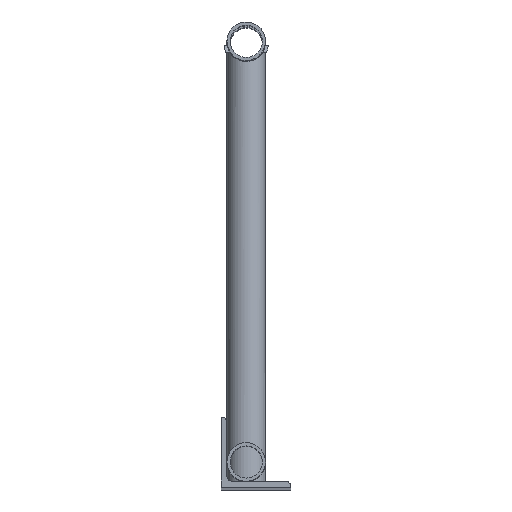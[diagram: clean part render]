
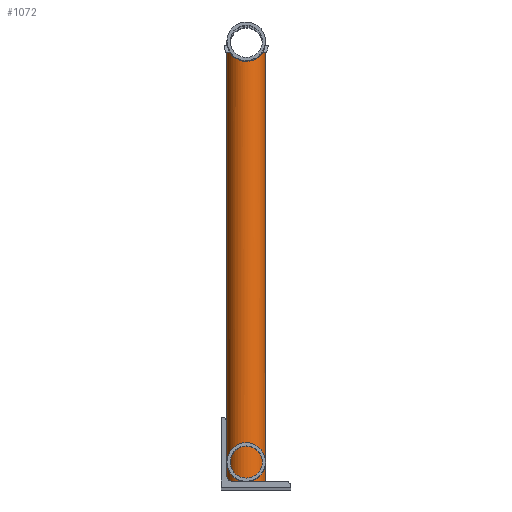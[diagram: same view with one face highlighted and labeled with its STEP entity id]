
A CAD part, top view. The second image highlights one B-rep face of the part: STEP entity #1072.
In plain terms, the highlighted cylindrical face has radius 21.082 mm (diameter 42.164 mm), a full revolution.
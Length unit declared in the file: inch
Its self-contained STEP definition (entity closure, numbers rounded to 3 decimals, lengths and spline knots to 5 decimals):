
#55=B_SPLINE_CURVE_WITH_KNOTS('',3,(#1991,#1992,#1993,#1994,#1995,#1996,
#1997,#1998,#1999,#2000),.UNSPECIFIED.,.F.,.F.,(4,2,2,2,4),(0.,0.44287,
0.88575,1.32862,1.7715),.UNSPECIFIED.);
#57=B_SPLINE_CURVE_WITH_KNOTS('',3,(#2016,#2017,#2018,#2019,#2020,#2021,
#2022,#2023,#2024,#2025),.UNSPECIFIED.,.F.,.F.,(4,2,2,2,4),(3.914,
4.35687,4.79975,5.24262,5.6855),
 .UNSPECIFIED.);
#58=B_SPLINE_CURVE_WITH_KNOTS('',3,(#2031,#2032,#2033,#2034,#2035,#2036,
#2037,#2038,#2039,#2040,#2041,#2042,#2043,#2044,#2045,#2046,#2047,#2048,
#2049,#2050,#2051,#2052,#2053,#2054,#2055,#2056),.UNSPECIFIED.,.F.,.F.,
(4,2,2,2,2,2,2,2,2,2,2,2,4),(1.44081,1.6065,2.142,
2.57647,3.01093,3.44539,3.87985,4.31431,
4.74877,5.18324,5.6177,6.1532,6.31889),
 .UNSPECIFIED.);
#59=B_SPLINE_CURVE_WITH_KNOTS('',3,(#2059,#2060,#2061,#2062,#2063,#2064,
#2065,#2066,#2067,#2068,#2069,#2070,#2071,#2072,#2073,#2074,#2075,#2076,
#2077,#2078,#2079,#2080,#2081,#2082,#2083,#2084),.UNSPECIFIED.,.F.,.F.,
(4,2,2,2,2,2,2,2,2,2,2,2,4),(9.20051,9.3662,9.90171,
10.33617,10.77063,11.20509,11.63955,12.07401,
12.50848,12.94294,13.3774,13.9129,14.07859),
 .UNSPECIFIED.);
#97=FACE_BOUND('',#296,.T.);
#165=CYLINDRICAL_SURFACE('',#1224,0.83);
#212=FACE_OUTER_BOUND('',#295,.T.);
#295=EDGE_LOOP('',(#884,#885,#886));
#296=EDGE_LOOP('',(#887,#888,#889,#890));
#507=CIRCLE('',#1221,0.83);
#509=CIRCLE('',#1225,0.83);
#510=CIRCLE('',#1226,0.83);
#568=VERTEX_POINT('',#1982);
#569=VERTEX_POINT('',#1984);
#571=VERTEX_POINT('',#1990);
#572=VERTEX_POINT('',#2027);
#573=VERTEX_POINT('',#2028);
#574=VERTEX_POINT('',#2030);
#575=VERTEX_POINT('',#2057);
#682=EDGE_CURVE('',#569,#568,#507,.T.);
#685=EDGE_CURVE('',#571,#568,#55,.T.);
#687=EDGE_CURVE('',#569,#571,#57,.T.);
#688=EDGE_CURVE('',#572,#573,#509,.T.);
#689=EDGE_CURVE('',#574,#573,#58,.T.);
#690=EDGE_CURVE('',#574,#575,#510,.T.);
#691=EDGE_CURVE('',#572,#575,#59,.T.);
#884=ORIENTED_EDGE('',*,*,#682,.T.);
#885=ORIENTED_EDGE('',*,*,#685,.F.);
#886=ORIENTED_EDGE('',*,*,#687,.F.);
#887=ORIENTED_EDGE('',*,*,#688,.T.);
#888=ORIENTED_EDGE('',*,*,#689,.F.);
#889=ORIENTED_EDGE('',*,*,#690,.T.);
#890=ORIENTED_EDGE('',*,*,#691,.F.);
#1072=ADVANCED_FACE('',(#212,#97),#165,.T.);
#1221=AXIS2_PLACEMENT_3D('',#1985,#1426,#1427);
#1224=AXIS2_PLACEMENT_3D('',#2026,#1433,#1434);
#1225=AXIS2_PLACEMENT_3D('',#2029,#1435,#1436);
#1226=AXIS2_PLACEMENT_3D('',#2058,#1437,#1438);
#1426=DIRECTION('center_axis',(0.,1.,0.));
#1427=DIRECTION('ref_axis',(-0.699,0.,0.715));
#1433=DIRECTION('center_axis',(0.,1.,0.));
#1434=DIRECTION('ref_axis',(1.,0.,0.));
#1435=DIRECTION('center_axis',(0.,-1.,0.));
#1436=DIRECTION('ref_axis',(1.,0.,0.));
#1437=DIRECTION('center_axis',(0.,-1.,0.));
#1438=DIRECTION('ref_axis',(-1.,0.,0.));
#1982=CARTESIAN_POINT('',(-0.58,0.,-0.59372));
#1984=CARTESIAN_POINT('',(-0.58,0.,0.59372));
#1985=CARTESIAN_POINT('Origin',(0.,0.,0.));
#1990=CARTESIAN_POINT('',(-0.83,0.25,0.));
#1991=CARTESIAN_POINT('Ctrl Pts',(-0.83,0.25,0.));
#1992=CARTESIAN_POINT('Ctrl Pts',(-0.83,0.22204,-0.05095));
#1993=CARTESIAN_POINT('Ctrl Pts',(-0.82524,0.193,
-0.1038));
#1994=CARTESIAN_POINT('Ctrl Pts',(-0.8049,0.13681,
-0.2096));
#1995=CARTESIAN_POINT('Ctrl Pts',(-0.78933,0.10964,
-0.26256));
#1996=CARTESIAN_POINT('Ctrl Pts',(-0.74735,0.06156,
-0.3653));
#1997=CARTESIAN_POINT('Ctrl Pts',(-0.72099,0.04061,
-0.41504));
#1998=CARTESIAN_POINT('Ctrl Pts',(-0.65807,0.00994,
-0.50896));
#1999=CARTESIAN_POINT('Ctrl Pts',(-0.62157,0.,
-0.5531));
#2000=CARTESIAN_POINT('Ctrl Pts',(-0.58,0.,-0.59372));
#2016=CARTESIAN_POINT('Ctrl Pts',(-0.58,0.,0.59372));
#2017=CARTESIAN_POINT('Ctrl Pts',(-0.62157,0.,
0.5531));
#2018=CARTESIAN_POINT('Ctrl Pts',(-0.65807,0.00994,
0.50896));
#2019=CARTESIAN_POINT('Ctrl Pts',(-0.72099,0.04061,
0.41504));
#2020=CARTESIAN_POINT('Ctrl Pts',(-0.74735,0.06156,
0.3653));
#2021=CARTESIAN_POINT('Ctrl Pts',(-0.78933,0.10964,
0.26256));
#2022=CARTESIAN_POINT('Ctrl Pts',(-0.8049,0.13681,
0.2096));
#2023=CARTESIAN_POINT('Ctrl Pts',(-0.82524,0.193,
0.1038));
#2024=CARTESIAN_POINT('Ctrl Pts',(-0.83,0.22204,0.05095));
#2025=CARTESIAN_POINT('Ctrl Pts',(-0.83,0.25,0.));
#2026=CARTESIAN_POINT('Origin',(0.,0.,0.));
#2027=CARTESIAN_POINT('',(0.72146,18.46875,-0.41036));
#2028=CARTESIAN_POINT('',(0.72146,18.46875,0.41036));
#2029=CARTESIAN_POINT('Origin',(0.,18.46875,0.));
#2030=CARTESIAN_POINT('',(-0.72146,18.46875,0.41036));
#2031=CARTESIAN_POINT('Ctrl Pts',(-0.72146,18.46875,0.41036));
#2032=CARTESIAN_POINT('Ctrl Pts',(-0.71305,18.45488,0.42514));
#2033=CARTESIAN_POINT('Ctrl Pts',(-0.70411,18.44105,0.4398));
#2034=CARTESIAN_POINT('Ctrl Pts',(-0.66406,18.38295,0.50105));
#2035=CARTESIAN_POINT('Ctrl Pts',(-0.6279,18.33976,0.54589));
#2036=CARTESIAN_POINT('Ctrl Pts',(-0.55363,18.26785,0.62017));
#2037=CARTESIAN_POINT('Ctrl Pts',(-0.51529,18.23613,0.65276));
#2038=CARTESIAN_POINT('Ctrl Pts',(-0.42954,18.17818,0.71212));
#2039=CARTESIAN_POINT('Ctrl Pts',(-0.38212,18.15197,0.73888));
#2040=CARTESIAN_POINT('Ctrl Pts',(-0.28059,18.10861,0.78309));
#2041=CARTESIAN_POINT('Ctrl Pts',(-0.22636,18.09143,0.80058));
#2042=CARTESIAN_POINT('Ctrl Pts',(-0.11457,18.06837,0.82404));
#2043=CARTESIAN_POINT('Ctrl Pts',(-0.05702,18.0625,0.83));
#2044=CARTESIAN_POINT('Ctrl Pts',(0.05702,18.0625,0.83));
#2045=CARTESIAN_POINT('Ctrl Pts',(0.11457,18.06837,0.82404));
#2046=CARTESIAN_POINT('Ctrl Pts',(0.22636,18.09143,0.80058));
#2047=CARTESIAN_POINT('Ctrl Pts',(0.28059,18.10861,0.78309));
#2048=CARTESIAN_POINT('Ctrl Pts',(0.38212,18.15197,0.73888));
#2049=CARTESIAN_POINT('Ctrl Pts',(0.42954,18.17818,0.71212));
#2050=CARTESIAN_POINT('Ctrl Pts',(0.51529,18.23613,0.65276));
#2051=CARTESIAN_POINT('Ctrl Pts',(0.55363,18.26785,0.62017));
#2052=CARTESIAN_POINT('Ctrl Pts',(0.6279,18.33976,0.54589));
#2053=CARTESIAN_POINT('Ctrl Pts',(0.66406,18.38295,0.50105));
#2054=CARTESIAN_POINT('Ctrl Pts',(0.70411,18.44105,0.4398));
#2055=CARTESIAN_POINT('Ctrl Pts',(0.71305,18.45488,0.42514));
#2056=CARTESIAN_POINT('Ctrl Pts',(0.72146,18.46875,0.41036));
#2057=CARTESIAN_POINT('',(-0.72146,18.46875,-0.41036));
#2058=CARTESIAN_POINT('Origin',(0.,18.46875,0.));
#2059=CARTESIAN_POINT('Ctrl Pts',(0.72146,18.46875,-0.41036));
#2060=CARTESIAN_POINT('Ctrl Pts',(0.71305,18.45488,-0.42514));
#2061=CARTESIAN_POINT('Ctrl Pts',(0.70411,18.44105,-0.4398));
#2062=CARTESIAN_POINT('Ctrl Pts',(0.66406,18.38295,-0.50105));
#2063=CARTESIAN_POINT('Ctrl Pts',(0.6279,18.33976,-0.54589));
#2064=CARTESIAN_POINT('Ctrl Pts',(0.55363,18.26785,-0.62017));
#2065=CARTESIAN_POINT('Ctrl Pts',(0.51529,18.23613,-0.65276));
#2066=CARTESIAN_POINT('Ctrl Pts',(0.42954,18.17818,-0.71212));
#2067=CARTESIAN_POINT('Ctrl Pts',(0.38212,18.15197,-0.73888));
#2068=CARTESIAN_POINT('Ctrl Pts',(0.28059,18.10861,-0.78309));
#2069=CARTESIAN_POINT('Ctrl Pts',(0.22636,18.09143,-0.80058));
#2070=CARTESIAN_POINT('Ctrl Pts',(0.11457,18.06837,-0.82404));
#2071=CARTESIAN_POINT('Ctrl Pts',(0.05702,18.0625,-0.83));
#2072=CARTESIAN_POINT('Ctrl Pts',(-0.05702,18.0625,-0.83));
#2073=CARTESIAN_POINT('Ctrl Pts',(-0.11457,18.06837,-0.82404));
#2074=CARTESIAN_POINT('Ctrl Pts',(-0.22636,18.09143,-0.80058));
#2075=CARTESIAN_POINT('Ctrl Pts',(-0.28059,18.10861,-0.78309));
#2076=CARTESIAN_POINT('Ctrl Pts',(-0.38212,18.15197,-0.73888));
#2077=CARTESIAN_POINT('Ctrl Pts',(-0.42954,18.17818,-0.71212));
#2078=CARTESIAN_POINT('Ctrl Pts',(-0.51529,18.23613,-0.65276));
#2079=CARTESIAN_POINT('Ctrl Pts',(-0.55363,18.26785,-0.62017));
#2080=CARTESIAN_POINT('Ctrl Pts',(-0.6279,18.33976,-0.54589));
#2081=CARTESIAN_POINT('Ctrl Pts',(-0.66406,18.38295,-0.50105));
#2082=CARTESIAN_POINT('Ctrl Pts',(-0.70411,18.44105,-0.4398));
#2083=CARTESIAN_POINT('Ctrl Pts',(-0.71305,18.45488,-0.42514));
#2084=CARTESIAN_POINT('Ctrl Pts',(-0.72146,18.46875,-0.41036));
